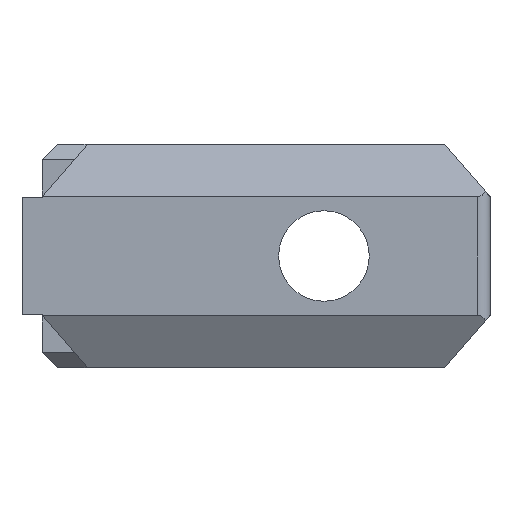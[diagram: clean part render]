
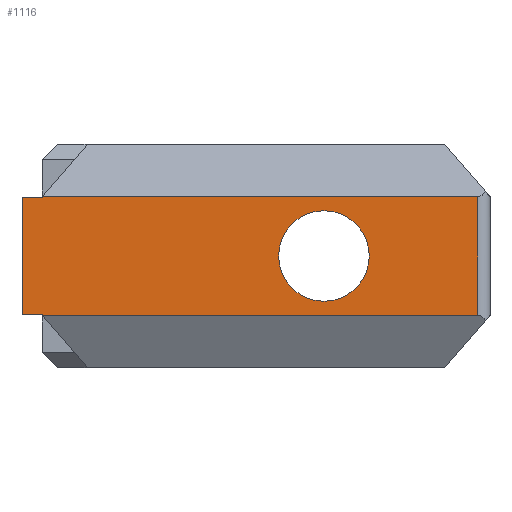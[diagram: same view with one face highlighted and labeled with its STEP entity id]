
A CAD part, front view. The second image highlights one B-rep face of the part: STEP entity #1116.
In plain terms, the highlighted planar face has unit normal (0, -1, 0).
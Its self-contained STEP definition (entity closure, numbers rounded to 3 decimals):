
#4 = CARTESIAN_POINT ( 'NONE',  ( 12.8, -7.2, 0. ) ) ;
#18 = EDGE_CURVE ( 'NONE', #385, #1174, #1320, .T. ) ;
#65 = DIRECTION ( 'NONE',  ( 1., 0., 0. ) ) ;
#77 = CARTESIAN_POINT ( 'NONE',  ( -5.85, -7.2, 7.4 ) ) ;
#83 = DIRECTION ( 'NONE',  ( 0., 0., 1. ) ) ;
#98 = ORIENTED_EDGE ( 'NONE', *, *, #175, .T. ) ;
#119 = DIRECTION ( 'NONE',  ( 1., 0., 0. ) ) ;
#139 = CARTESIAN_POINT ( 'NONE',  ( 23., -7.2, 3.936 ) ) ;
#155 = EDGE_CURVE ( 'NONE', #536, #1174, #551, .T. ) ;
#159 = DIRECTION ( 'NONE',  ( -1., 0., 0. ) ) ;
#165 = CARTESIAN_POINT ( 'NONE',  ( -5.85, -7.2, -3.936 ) ) ;
#175 = EDGE_CURVE ( 'NONE', #1058, #467, #1407, .T. ) ;
#215 = CIRCLE ( 'NONE', #963, 3. ) ;
#241 = VERTEX_POINT ( 'NONE', #692 ) ;
#260 = VECTOR ( 'NONE', #1034, 1000. ) ;
#284 = VECTOR ( 'NONE', #1047, 1000. ) ;
#287 = CARTESIAN_POINT ( 'NONE',  ( -7.2, -7.2, -3.9 ) ) ;
#318 = CIRCLE ( 'NONE', #1082, 3. ) ;
#380 = LINE ( 'NONE', #1434, #1224 ) ;
#385 = VERTEX_POINT ( 'NONE', #1102 ) ;
#411 = FACE_OUTER_BOUND ( 'NONE', #1156, .T. ) ;
#432 = LINE ( 'NONE', #977, #1283 ) ;
#467 = VERTEX_POINT ( 'NONE', #539 ) ;
#472 = EDGE_CURVE ( 'NONE', #1110, #536, #432, .T. ) ;
#526 = CARTESIAN_POINT ( 'NONE',  ( -7.2, -7.2, 3.9 ) ) ;
#536 = VERTEX_POINT ( 'NONE', #526 ) ;
#539 = CARTESIAN_POINT ( 'NONE',  ( 23., -7.2, -3.936 ) ) ;
#541 = CARTESIAN_POINT ( 'NONE',  ( 12.8, -7.2, 3. ) ) ;
#551 = LINE ( 'NONE', #1260, #260 ) ;
#556 = DIRECTION ( 'NONE',  ( 0., 0., 1. ) ) ;
#578 = EDGE_LOOP ( 'NONE', ( #862, #1380 ) ) ;
#589 = CARTESIAN_POINT ( 'NONE',  ( -7.2, -7.2, -3.936 ) ) ;
#603 = VERTEX_POINT ( 'NONE', #1170 ) ;
#607 = VECTOR ( 'NONE', #1423, 1000. ) ;
#609 = ORIENTED_EDGE ( 'NONE', *, *, #155, .F. ) ;
#625 = DIRECTION ( 'NONE',  ( 0., -1., 0. ) ) ;
#652 = EDGE_CURVE ( 'NONE', #1110, #241, #772, .T. ) ;
#692 = CARTESIAN_POINT ( 'NONE',  ( -5.85, -7.2, -3.9 ) ) ;
#702 = DIRECTION ( 'NONE',  ( 1., 0., 0. ) ) ;
#704 = EDGE_CURVE ( 'NONE', #467, #887, #380, .T. ) ;
#732 = DIRECTION ( 'NONE',  ( 0., 1., 0. ) ) ;
#761 = ORIENTED_EDGE ( 'NONE', *, *, #472, .F. ) ;
#772 = LINE ( 'NONE', #1163, #1038 ) ;
#783 = DIRECTION ( 'NONE',  ( 0., 1., 0. ) ) ;
#812 = VECTOR ( 'NONE', #702, 1000. ) ;
#818 = ORIENTED_EDGE ( 'NONE', *, *, #990, .F. ) ;
#829 = CARTESIAN_POINT ( 'NONE',  ( -7.2, -7.2, 3.936 ) ) ;
#840 = CARTESIAN_POINT ( 'NONE',  ( -7.2, -7.2, -3.9 ) ) ;
#841 = VECTOR ( 'NONE', #159, 1000. ) ;
#844 = ORIENTED_EDGE ( 'NONE', *, *, #652, .T. ) ;
#862 = ORIENTED_EDGE ( 'NONE', *, *, #1096, .T. ) ;
#878 = LINE ( 'NONE', #1147, #284 ) ;
#887 = VERTEX_POINT ( 'NONE', #139 ) ;
#951 = PLANE ( 'NONE',  #1341 ) ;
#963 = AXIS2_PLACEMENT_3D ( 'NONE', #1400, #732, #65 ) ;
#972 = CARTESIAN_POINT ( 'NONE',  ( -5.85, -7.2, 3.9 ) ) ;
#977 = CARTESIAN_POINT ( 'NONE',  ( -7.2, -7.2, -3.9 ) ) ;
#990 = EDGE_CURVE ( 'NONE', #1058, #241, #878, .T. ) ;
#1015 = EDGE_CURVE ( 'NONE', #887, #385, #1403, .T. ) ;
#1034 = DIRECTION ( 'NONE',  ( 1., 0., 0. ) ) ;
#1038 = VECTOR ( 'NONE', #1396, 1000. ) ;
#1047 = DIRECTION ( 'NONE',  ( 0., 0., 1. ) ) ;
#1058 = VERTEX_POINT ( 'NONE', #165 ) ;
#1082 = AXIS2_PLACEMENT_3D ( 'NONE', #4, #783, #119 ) ;
#1096 = EDGE_CURVE ( 'NONE', #1324, #603, #215, .T. ) ;
#1102 = CARTESIAN_POINT ( 'NONE',  ( -5.85, -7.2, 3.936 ) ) ;
#1110 = VERTEX_POINT ( 'NONE', #840 ) ;
#1116 = ADVANCED_FACE ( 'NONE', ( #1296, #411 ), #951, .T. ) ;
#1147 = CARTESIAN_POINT ( 'NONE',  ( -5.85, -7.2, -7.4 ) ) ;
#1156 = EDGE_LOOP ( 'NONE', ( #98, #1337, #1443, #1226, #609, #761, #844, #818 ) ) ;
#1163 = CARTESIAN_POINT ( 'NONE',  ( -7.2, -7.2, -3.9 ) ) ;
#1170 = CARTESIAN_POINT ( 'NONE',  ( 12.8, -7.2, -3. ) ) ;
#1174 = VERTEX_POINT ( 'NONE', #972 ) ;
#1224 = VECTOR ( 'NONE', #556, 1000. ) ;
#1226 = ORIENTED_EDGE ( 'NONE', *, *, #18, .T. ) ;
#1260 = CARTESIAN_POINT ( 'NONE',  ( -7.2, -7.2, 3.9 ) ) ;
#1283 = VECTOR ( 'NONE', #83, 1000. ) ;
#1296 = FACE_BOUND ( 'NONE', #578, .T. ) ;
#1320 = LINE ( 'NONE', #77, #607 ) ;
#1324 = VERTEX_POINT ( 'NONE', #541 ) ;
#1337 = ORIENTED_EDGE ( 'NONE', *, *, #704, .T. ) ;
#1341 = AXIS2_PLACEMENT_3D ( 'NONE', #287, #625, #1405 ) ;
#1380 = ORIENTED_EDGE ( 'NONE', *, *, #1426, .T. ) ;
#1396 = DIRECTION ( 'NONE',  ( 1., 0., 0. ) ) ;
#1400 = CARTESIAN_POINT ( 'NONE',  ( 12.8, -7.2, 0. ) ) ;
#1403 = LINE ( 'NONE', #829, #841 ) ;
#1405 = DIRECTION ( 'NONE',  ( 1., 0., 0. ) ) ;
#1407 = LINE ( 'NONE', #589, #812 ) ;
#1423 = DIRECTION ( 'NONE',  ( 0., 0., -1. ) ) ;
#1426 = EDGE_CURVE ( 'NONE', #603, #1324, #318, .T. ) ;
#1434 = CARTESIAN_POINT ( 'NONE',  ( 23., -7.2, -3.9 ) ) ;
#1443 = ORIENTED_EDGE ( 'NONE', *, *, #1015, .T. ) ;
